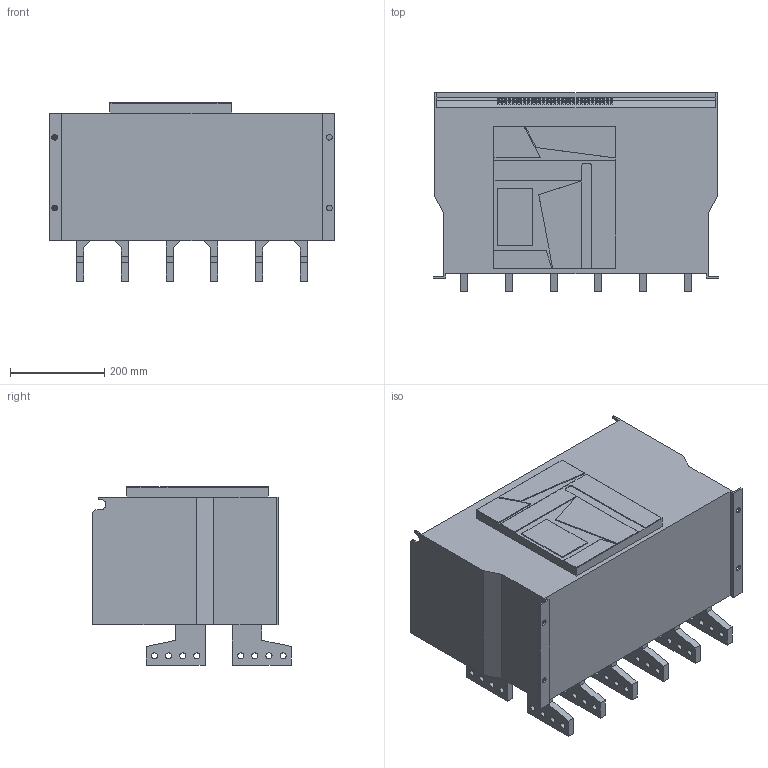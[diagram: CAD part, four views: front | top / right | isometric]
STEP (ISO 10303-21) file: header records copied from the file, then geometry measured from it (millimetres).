
FILE_DESCRIPTION (( 'STEP AP203' ), '1' );
FILE_NAME ('3FG-5000 V.STEP', '2022-12-15T14:00:35', ( '' ), ( '' ), 'SwSTEP 2.0', 'SolidWorks 2022', '' );
FILE_SCHEMA (( 'CONFIG_CONTROL_DESIGN' ));
Length unit declared in the file: millimetre
Products named in the file (1): 3FG-5000 V
Bounding box: 605 x 421.5 x 379 mm (x, y, z)
Volume: 62563849.9 mm3; surface area: 1300942.7 mm2
Topology: 1 solids, 1 shells, 775 faces, 1886 edges, 1251 vertices
Faces by surface type: plane 543, cylinder 232
Entity records: 22933 total; most frequent: CARTESIAN_POINT 3925, DIRECTION 3894, ORIENTED_EDGE 3772, EDGE_CURVE 1886, VECTOR 1422, LINE 1422, VERTEX_POINT 1251, AXIS2_PLACEMENT_3D 1236
